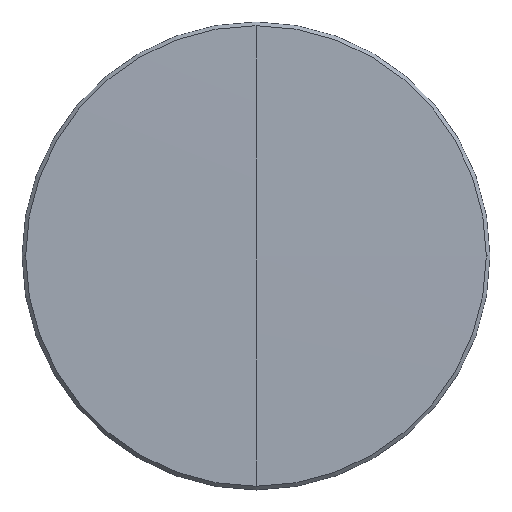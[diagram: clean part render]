
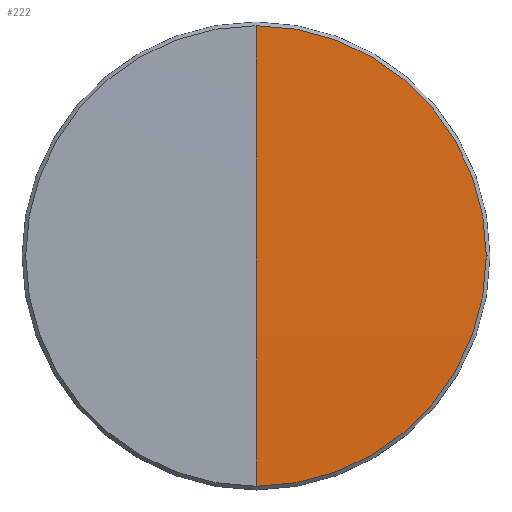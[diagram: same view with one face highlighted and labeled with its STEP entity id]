
A CAD part, top view. The second image highlights one B-rep face of the part: STEP entity #222.
In plain terms, the highlighted spherical face has radius 1052 mm.
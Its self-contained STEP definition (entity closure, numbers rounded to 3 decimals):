
#3 = CIRCLE ( 'NONE', #224, 1051.996 ) ;
#4 = DIRECTION ( 'NONE',  ( 0., 0., 1. ) ) ;
#6 = DIRECTION ( 'NONE',  ( 0., 1., 0. ) ) ;
#9 = CARTESIAN_POINT ( 'NONE',  ( 0., -12.5, 0.966 ) ) ;
#34 = DIRECTION ( 'NONE',  ( -1., 0., 0. ) ) ;
#36 = VERTEX_POINT ( 'NONE', #307 ) ;
#65 = CARTESIAN_POINT ( 'NONE',  ( 0., 0., 0.966 ) ) ;
#78 = EDGE_CURVE ( 'NONE', #36, #170, #142, .T. ) ;
#81 = EDGE_CURVE ( 'NONE', #130, #36, #311, .T. ) ;
#87 = CIRCLE ( 'NONE', #305, 1051.996 ) ;
#92 = CARTESIAN_POINT ( 'NONE',  ( 0., 0., -1050.956 ) ) ;
#114 = DIRECTION ( 'NONE',  ( 0., 0., -1. ) ) ;
#120 = EDGE_CURVE ( 'NONE', #193, #130, #3, .T. ) ;
#130 = VERTEX_POINT ( 'NONE', #139 ) ;
#131 = ORIENTED_EDGE ( 'NONE', *, *, #81, .F. ) ;
#133 = FACE_OUTER_BOUND ( 'NONE', #315, .T. ) ;
#139 = CARTESIAN_POINT ( 'NONE',  ( 0., 12.5, 0.966 ) ) ;
#142 = CIRCLE ( 'NONE', #203, 12.5 ) ;
#145 = CARTESIAN_POINT ( 'NONE',  ( 0., 0., 0.966 ) ) ;
#150 = ORIENTED_EDGE ( 'NONE', *, *, #78, .F. ) ;
#159 = EDGE_CURVE ( 'NONE', #193, #170, #87, .T. ) ;
#167 = DIRECTION ( 'NONE',  ( 1., 0., 0. ) ) ;
#170 = VERTEX_POINT ( 'NONE', #9 ) ;
#175 = ORIENTED_EDGE ( 'NONE', *, *, #120, .F. ) ;
#193 = VERTEX_POINT ( 'NONE', #196 ) ;
#196 = CARTESIAN_POINT ( 'NONE',  ( 0., 0., 1.04 ) ) ;
#203 = AXIS2_PLACEMENT_3D ( 'NONE', #145, #281, #334 ) ;
#208 = AXIS2_PLACEMENT_3D ( 'NONE', #92, #167, #6 ) ;
#222 = ADVANCED_FACE ( 'NONE', ( #133 ), #295, .T. ) ;
#224 = AXIS2_PLACEMENT_3D ( 'NONE', #337, #34, #4 ) ;
#230 = CARTESIAN_POINT ( 'NONE',  ( 0., 0., -1050.956 ) ) ;
#250 = DIRECTION ( 'NONE',  ( 1., 0., 0. ) ) ;
#263 = ORIENTED_EDGE ( 'NONE', *, *, #159, .T. ) ;
#279 = DIRECTION ( 'NONE',  ( 0., 1., 0. ) ) ;
#281 = DIRECTION ( 'NONE',  ( 0., 0., -1. ) ) ;
#295 = SPHERICAL_SURFACE ( 'NONE', #208, 1051.996 ) ;
#305 = AXIS2_PLACEMENT_3D ( 'NONE', #230, #250, #279 ) ;
#307 = CARTESIAN_POINT ( 'NONE',  ( 12.5, 0., 0.966 ) ) ;
#309 = DIRECTION ( 'NONE',  ( -1., 0., 0. ) ) ;
#311 = CIRCLE ( 'NONE', #320, 12.5 ) ;
#315 = EDGE_LOOP ( 'NONE', ( #175, #263, #150, #131 ) ) ;
#320 = AXIS2_PLACEMENT_3D ( 'NONE', #65, #114, #309 ) ;
#334 = DIRECTION ( 'NONE',  ( -1., 0., 0. ) ) ;
#337 = CARTESIAN_POINT ( 'NONE',  ( 0., 0., -1050.956 ) ) ;
